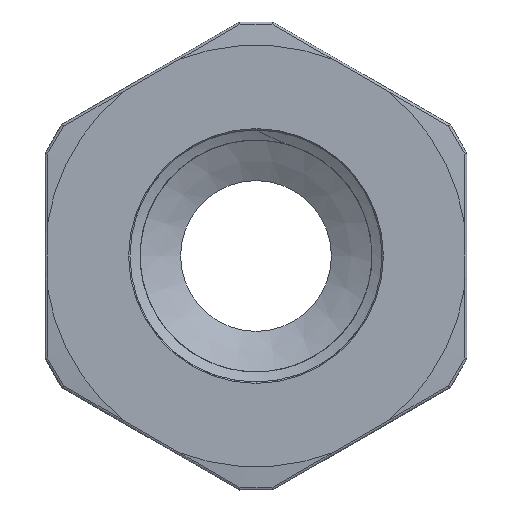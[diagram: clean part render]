
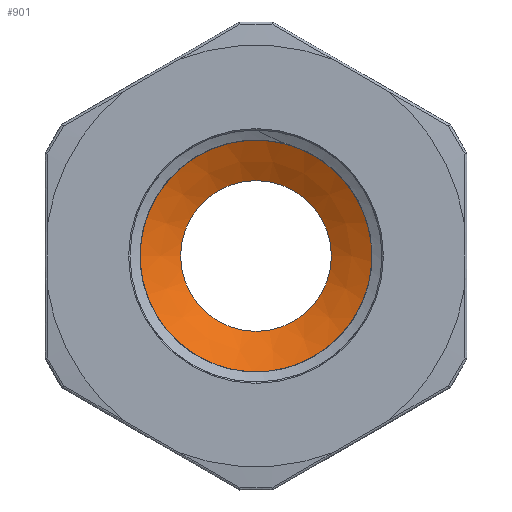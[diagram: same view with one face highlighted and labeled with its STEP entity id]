
A CAD part, left-side view. The second image highlights one B-rep face of the part: STEP entity #901.
In plain terms, the highlighted conical face has half-angle 61.143 degrees and reference radius 7.258 mm.
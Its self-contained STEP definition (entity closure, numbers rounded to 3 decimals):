
#27=FACE_BOUND('',#300,.T.);
#40=CONICAL_SURFACE('',#982,7.258,61.143);
#243=FACE_OUTER_BOUND('',#299,.T.);
#299=EDGE_LOOP('',(#807));
#300=EDGE_LOOP('',(#808,#809));
#335=CIRCLE('',#972,8.8);
#337=CIRCLE('',#981,5.715);
#338=CIRCLE('',#983,8.8);
#431=VERTEX_POINT('',#3316);
#433=VERTEX_POINT('',#3812);
#440=VERTEX_POINT('',#4445);
#565=EDGE_CURVE('',#431,#433,#335,.T.);
#570=EDGE_CURVE('',#440,#440,#337,.T.);
#571=EDGE_CURVE('',#433,#431,#338,.T.);
#807=ORIENTED_EDGE('',*,*,#570,.T.);
#808=ORIENTED_EDGE('',*,*,#571,.F.);
#809=ORIENTED_EDGE('',*,*,#565,.F.);
#901=ADVANCED_FACE('',(#243,#27),#40,.F.);
#972=AXIS2_PLACEMENT_3D('',#4431,#1149,#1150);
#981=AXIS2_PLACEMENT_3D('',#4446,#1170,#1171);
#982=AXIS2_PLACEMENT_3D('',#4447,#1172,#1173);
#983=AXIS2_PLACEMENT_3D('',#4448,#1174,#1175);
#1149=DIRECTION('center_axis',(1.,0.,0.));
#1150=DIRECTION('ref_axis',(0.,0.,-1.));
#1170=DIRECTION('center_axis',(1.,0.,0.));
#1171=DIRECTION('ref_axis',(0.,0.,-1.));
#1172=DIRECTION('center_axis',(-1.,0.,0.));
#1173=DIRECTION('ref_axis',(0.,1.,0.));
#1174=DIRECTION('center_axis',(1.,0.,0.));
#1175=DIRECTION('ref_axis',(0.,0.,-1.));
#3316=CARTESIAN_POINT('',(-4.4,7.711,4.239));
#3812=CARTESIAN_POINT('',(-4.4,5.022,7.226));
#4431=CARTESIAN_POINT('Origin',(-4.4,0.,0.));
#4445=CARTESIAN_POINT('',(-2.7,5.715,0.));
#4446=CARTESIAN_POINT('Origin',(-2.7,0.,0.));
#4447=CARTESIAN_POINT('Origin',(-3.55,0.,0.));
#4448=CARTESIAN_POINT('Origin',(-4.4,0.,0.));
